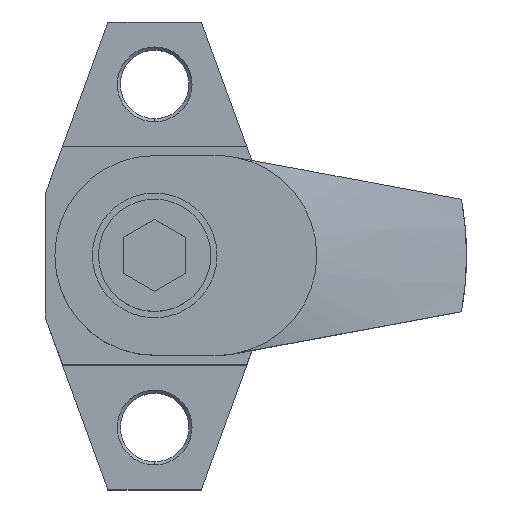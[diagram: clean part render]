
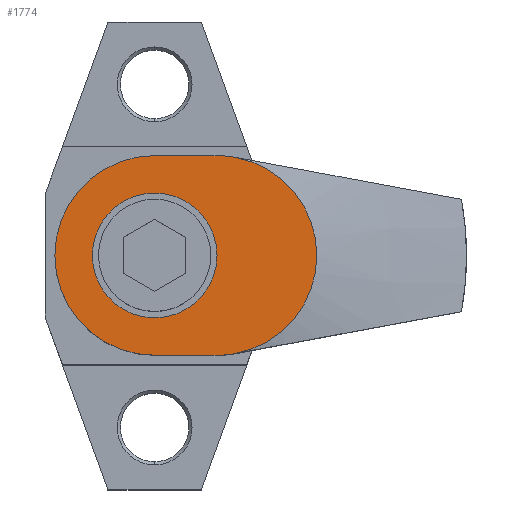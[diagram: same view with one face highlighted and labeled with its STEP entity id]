
A CAD part, top view. The second image highlights one B-rep face of the part: STEP entity #1774.
In plain terms, the highlighted planar face has unit normal (0, 0, 1).
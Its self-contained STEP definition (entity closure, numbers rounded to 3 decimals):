
#45 = ORIENTED_EDGE ( 'NONE', *, *, #406, .F. ) ;
#56 = AXIS2_PLACEMENT_3D ( 'NONE', #1497, #2109, #1149 ) ;
#69 = DIRECTION ( 'NONE',  ( 0., 0., 1. ) ) ;
#79 = CARTESIAN_POINT ( 'NONE',  ( 10., -16., 57. ) ) ;
#175 = CARTESIAN_POINT ( 'NONE',  ( 0., 0., 57. ) ) ;
#187 = CARTESIAN_POINT ( 'NONE',  ( 10., 0., 57. ) ) ;
#191 = PLANE ( 'NONE',  #580 ) ;
#197 = ORIENTED_EDGE ( 'NONE', *, *, #686, .T. ) ;
#223 = DIRECTION ( 'NONE',  ( 0., 0., 1. ) ) ;
#362 = FACE_BOUND ( 'NONE', #2158, .T. ) ;
#400 = DIRECTION ( 'NONE',  ( 1., 0., 0. ) ) ;
#406 = EDGE_CURVE ( 'NONE', #1027, #1759, #1129, .T. ) ;
#409 = CARTESIAN_POINT ( 'NONE',  ( 12.92, 15.731, 57. ) ) ;
#414 = VECTOR ( 'NONE', #1394, 1000. ) ;
#470 = CARTESIAN_POINT ( 'NONE',  ( 10., -16., 57. ) ) ;
#504 = CARTESIAN_POINT ( 'NONE',  ( 0., 16., 57. ) ) ;
#536 = CARTESIAN_POINT ( 'NONE',  ( 0., 16., 57. ) ) ;
#580 = AXIS2_PLACEMENT_3D ( 'NONE', #175, #2274, #1694 ) ;
#603 = EDGE_LOOP ( 'NONE', ( #1616, #1488, #1010, #197, #645, #1584, #1406 ) ) ;
#638 = EDGE_CURVE ( 'NONE', #2184, #1084, #1601, .T. ) ;
#645 = ORIENTED_EDGE ( 'NONE', *, *, #1387, .T. ) ;
#682 = LINE ( 'NONE', #504, #1531 ) ;
#686 = EDGE_CURVE ( 'NONE', #2431, #1604, #816, .T. ) ;
#760 = DIRECTION ( 'NONE',  ( 0., 0., 1. ) ) ;
#794 = VERTEX_POINT ( 'NONE', #1082 ) ;
#816 = CIRCLE ( 'NONE', #2206, 16. ) ;
#1002 = DIRECTION ( 'NONE',  ( 1., 0., 0. ) ) ;
#1010 = ORIENTED_EDGE ( 'NONE', *, *, #1556, .T. ) ;
#1011 = AXIS2_PLACEMENT_3D ( 'NONE', #1420, #1040, #1246 ) ;
#1027 = VERTEX_POINT ( 'NONE', #2057 ) ;
#1040 = DIRECTION ( 'NONE',  ( 0., 0., 1. ) ) ;
#1082 = CARTESIAN_POINT ( 'NONE',  ( 10., 16., 57. ) ) ;
#1084 = VERTEX_POINT ( 'NONE', #470 ) ;
#1097 = CIRCLE ( 'NONE', #1923, 16. ) ;
#1116 = DIRECTION ( 'NONE',  ( 0., 0., 1. ) ) ;
#1129 = CIRCLE ( 'NONE', #56, 10. ) ;
#1132 = VERTEX_POINT ( 'NONE', #2213 ) ;
#1136 = AXIS2_PLACEMENT_3D ( 'NONE', #2032, #1654, #400 ) ;
#1144 = EDGE_CURVE ( 'NONE', #1951, #794, #1690, .T. ) ;
#1149 = DIRECTION ( 'NONE',  ( 1., 0., 0. ) ) ;
#1199 = DIRECTION ( 'NONE',  ( 1., 0., 0. ) ) ;
#1246 = DIRECTION ( 'NONE',  ( 1., 0., 0. ) ) ;
#1267 = CARTESIAN_POINT ( 'NONE',  ( -16., 0., 57. ) ) ;
#1315 = EDGE_CURVE ( 'NONE', #1132, #1951, #1727, .T. ) ;
#1387 = EDGE_CURVE ( 'NONE', #1604, #2184, #1097, .T. ) ;
#1394 = DIRECTION ( 'NONE',  ( 1., 0., 0. ) ) ;
#1406 = ORIENTED_EDGE ( 'NONE', *, *, #2397, .T. ) ;
#1420 = CARTESIAN_POINT ( 'NONE',  ( 10., 0., 57. ) ) ;
#1488 = ORIENTED_EDGE ( 'NONE', *, *, #1144, .T. ) ;
#1497 = CARTESIAN_POINT ( 'NONE',  ( 0., 0., 57. ) ) ;
#1531 = VECTOR ( 'NONE', #2029, 1000. ) ;
#1556 = EDGE_CURVE ( 'NONE', #794, #2431, #682, .T. ) ;
#1571 = CIRCLE ( 'NONE', #2081, 10. ) ;
#1584 = ORIENTED_EDGE ( 'NONE', *, *, #638, .T. ) ;
#1601 = LINE ( 'NONE', #79, #414 ) ;
#1604 = VERTEX_POINT ( 'NONE', #1267 ) ;
#1616 = ORIENTED_EDGE ( 'NONE', *, *, #1315, .T. ) ;
#1644 = CARTESIAN_POINT ( 'NONE',  ( 0., -16., 57. ) ) ;
#1654 = DIRECTION ( 'NONE',  ( 0., 0., 1. ) ) ;
#1690 = CIRCLE ( 'NONE', #1011, 16. ) ;
#1694 = DIRECTION ( 'NONE',  ( 1., 0., 0. ) ) ;
#1727 = CIRCLE ( 'NONE', #1136, 16. ) ;
#1742 = CARTESIAN_POINT ( 'NONE',  ( 0., 0., 57. ) ) ;
#1759 = VERTEX_POINT ( 'NONE', #2062 ) ;
#1769 = AXIS2_PLACEMENT_3D ( 'NONE', #187, #760, #1859 ) ;
#1774 = ADVANCED_FACE ( 'NONE', ( #1912, #362 ), #191, .T. ) ;
#1786 = EDGE_CURVE ( 'NONE', #1759, #1027, #1571, .T. ) ;
#1859 = DIRECTION ( 'NONE',  ( 1., 0., 0. ) ) ;
#1912 = FACE_OUTER_BOUND ( 'NONE', #603, .T. ) ;
#1920 = CARTESIAN_POINT ( 'NONE',  ( 0., 0., 57. ) ) ;
#1923 = AXIS2_PLACEMENT_3D ( 'NONE', #1742, #69, #1199 ) ;
#1951 = VERTEX_POINT ( 'NONE', #409 ) ;
#2011 = CIRCLE ( 'NONE', #1769, 16. ) ;
#2029 = DIRECTION ( 'NONE',  ( -1., 0., 0. ) ) ;
#2032 = CARTESIAN_POINT ( 'NONE',  ( 10., 0., 57. ) ) ;
#2054 = CARTESIAN_POINT ( 'NONE',  ( 0., 0., 57. ) ) ;
#2057 = CARTESIAN_POINT ( 'NONE',  ( 10., 0., 57. ) ) ;
#2062 = CARTESIAN_POINT ( 'NONE',  ( -10., 0., 57. ) ) ;
#2081 = AXIS2_PLACEMENT_3D ( 'NONE', #2054, #1116, #2086 ) ;
#2086 = DIRECTION ( 'NONE',  ( 1., 0., 0. ) ) ;
#2109 = DIRECTION ( 'NONE',  ( 0., 0., 1. ) ) ;
#2158 = EDGE_LOOP ( 'NONE', ( #45, #2420 ) ) ;
#2184 = VERTEX_POINT ( 'NONE', #1644 ) ;
#2206 = AXIS2_PLACEMENT_3D ( 'NONE', #1920, #223, #1002 ) ;
#2213 = CARTESIAN_POINT ( 'NONE',  ( 12.92, -15.731, 57. ) ) ;
#2274 = DIRECTION ( 'NONE',  ( 0., 0., 1. ) ) ;
#2397 = EDGE_CURVE ( 'NONE', #1084, #1132, #2011, .T. ) ;
#2420 = ORIENTED_EDGE ( 'NONE', *, *, #1786, .F. ) ;
#2431 = VERTEX_POINT ( 'NONE', #536 ) ;
